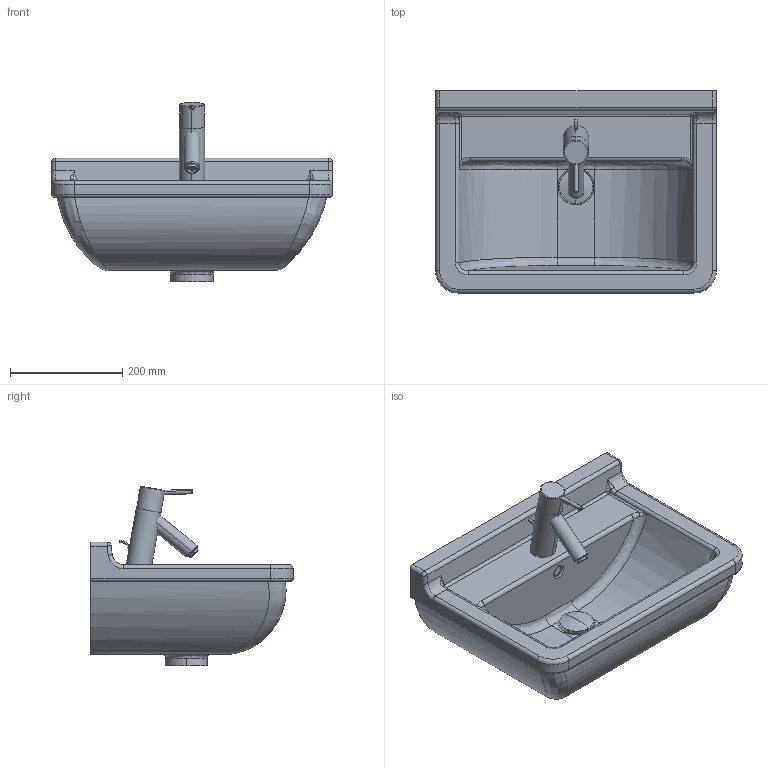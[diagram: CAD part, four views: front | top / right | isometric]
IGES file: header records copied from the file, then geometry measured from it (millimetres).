
Global section: file name: No Iges File Name specified; native system: AutoDesk Inventor R11.0; preprocessor: AutoDesk Inventor Iges Exporter R11.0; author: No Author specified; organization: No Organization specified; date: 20070711.212446; units: millimetre
Bounding box: 500 x 360 x 319.4 mm (x, y, z)
Volume: 12588486.4 mm3; surface area: 852275.1 mm2
Topology: 8 solids, 8 shells, 205 faces, 492 edges, 293 vertices
Faces by surface type: cylinder 59, plane 51, bspline 32, revolution 30, torus 27, sphere 4, cone 2
